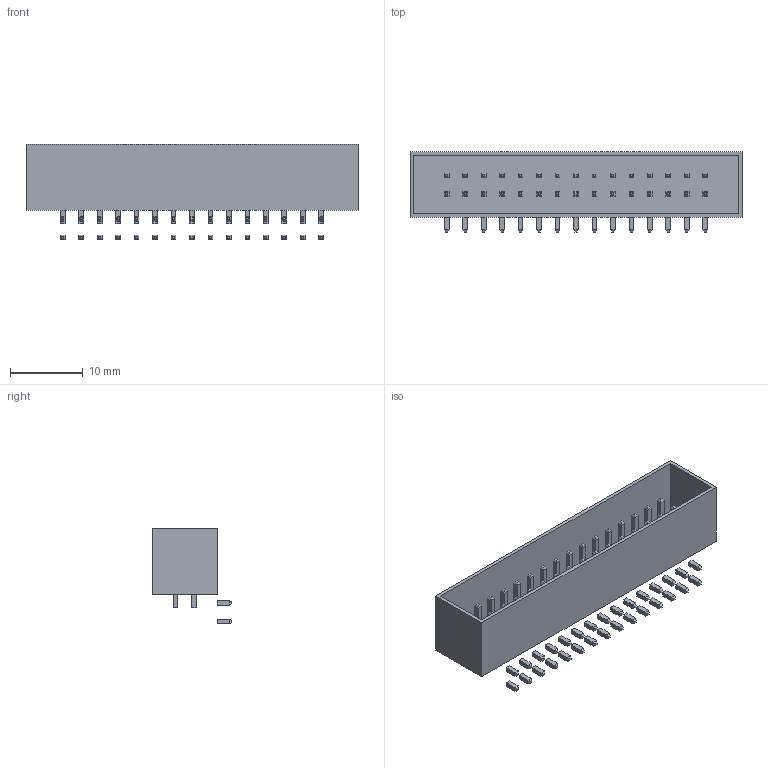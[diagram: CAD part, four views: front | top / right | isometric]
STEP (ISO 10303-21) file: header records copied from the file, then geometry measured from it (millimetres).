
FILE_DESCRIPTION (( 'STEP AP214' ), '1' );
FILE_NAME ( 'SHDRRA30W64P254_15X2_4570X910H900.step', '2020-12-03T10:18:18', ( '' ), ( '' ), 'Part was generated with the free Library Expert Lite available at www.PCBLibraries.com. Removing line will violate the End User License Agreement.', '©2017 PCB Libraries, Inc.', '' );
FILE_SCHEMA (( 'AUTOMOTIVE_DESIGN' ));
Length unit declared in the file: millimetre
Products named in the file (1): SHDRRA30W64P254_15X2_4570X910H900
Bounding box: 45.7 x 11 x 13.12 mm (x, y, z)
Volume: 794.5 mm3; surface area: 3561.1 mm2
Topology: 61 solids, 61 shells, 611 faces, 1224 edges, 736 vertices
Faces by surface type: plane 611
Entity records: 17117 total; most frequent: CARTESIAN_POINT 2572, DIRECTION 2448, ORIENTED_EDGE 2448, VECTOR 1224, LINE 1224, EDGE_CURVE 1224, VERTEX_POINT 736, STYLED_ITEM 673
